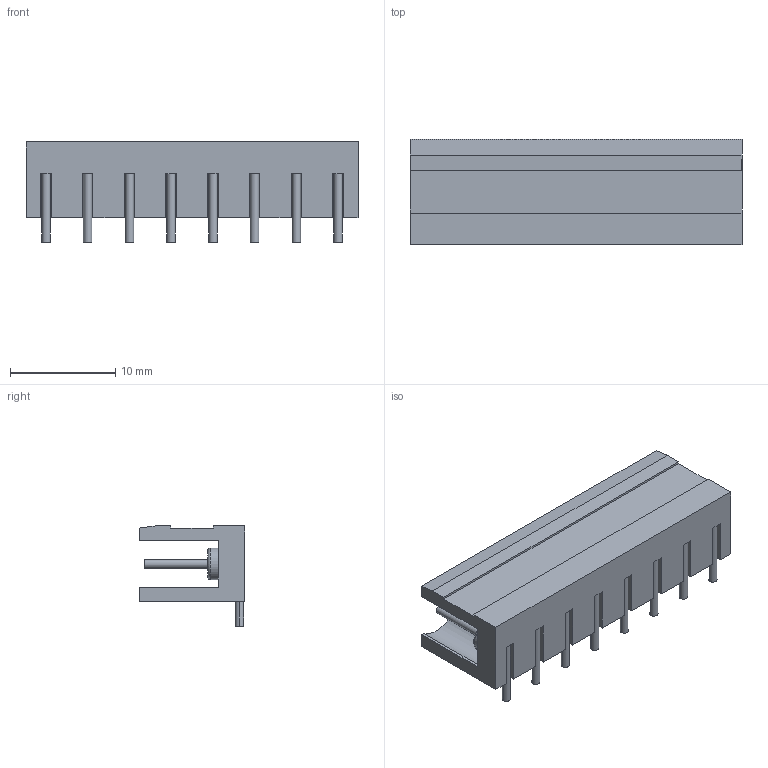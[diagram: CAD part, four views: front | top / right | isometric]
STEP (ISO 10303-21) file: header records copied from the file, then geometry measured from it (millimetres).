
FILE_DESCRIPTION (( 'STEP AP214' ), '1' );
FILE_NAME ('8P-3.96.STEP', '2012-03-29T01:14:02', ( 'Lenovo User' ), ( 'Lenovo (Beijing) Limited' ), 'SwSTEP 2.0', 'SolidWorks 2011', '' );
FILE_SCHEMA (( 'AUTOMOTIVE_DESIGN' ));
Length unit declared in the file: millimetre
Products named in the file (1): 8P-3.96
Bounding box: 31.5 x 10 x 9.5 mm (x, y, z)
Volume: 1185.7 mm3; surface area: 2040.8 mm2
Topology: 1 solids, 1 shells, 151 faces, 359 edges, 234 vertices
Faces by surface type: plane 79, cylinder 56, torus 16
Entity records: 5556 total; most frequent: DIRECTION 807, CARTESIAN_POINT 745, ORIENTED_EDGE 718, EDGE_CURVE 359, AXIS2_PLACEMENT_3D 296, VERTEX_POINT 234, LINE 215, VECTOR 215
